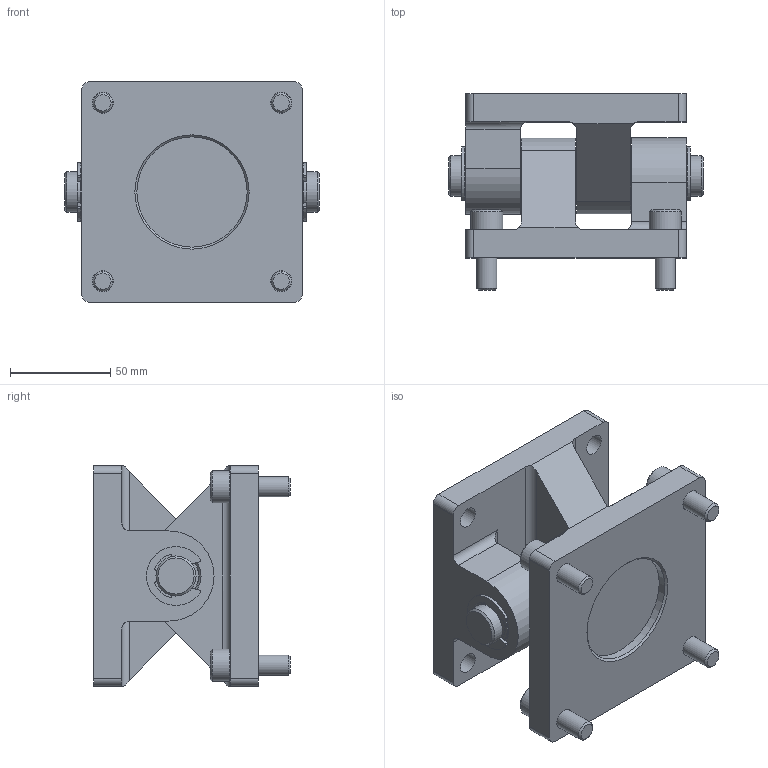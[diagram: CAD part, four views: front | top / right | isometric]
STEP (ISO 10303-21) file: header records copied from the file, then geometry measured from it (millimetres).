
FILE_DESCRIPTION(/* description */ ('STEP AP214'),/* implementation_level */ '2;1');
FILE_NAME(/* name */ '1560237_DAMS-K-V1-100-V-R3',/* time_stamp */ '2024-08-13T14:57:36+02:00',/* author */ ('License CC BY-ND 4.0'),/* organization */ ('CADENAS'),/* preprocessor_version */ 'ST-DEVELOPER v19.3',/* originating_system */ 'PARTsolutions',/* authorisation */ ' ');
FILE_SCHEMA (('AUTOMOTIVE_DESIGN {1 0 10303 214 3 1 1}'));
Length unit declared in the file: millimetre
Products named in the file (5): 1560237 DAMS-K-V1-100-V-R3---(0); 1560237 DAMS-K-V1-100-V-R3-P1; 374763 BZ-20-111.0-AA; DIN-6799 15; DIN-912 - M10x30(F)
Assembly tree (9 placements, depth 2):
  1560237 DAMS-K-V1-100-V-R3---(0)
    1560237 DAMS-K-V1-100-V-R3-P1  x2
    374763 BZ-20-111.0-AA
    DIN-6799 15  x2
    DIN-912 - M10x30(F)  x4
Bounding box: 127 x 98 x 110 mm (x, y, z)
Volume: 590972.6 mm3; surface area: 111925.3 mm2
Topology: 9 solids, 9 shells, 273 faces, 605 edges, 368 vertices
Faces by surface type: plane 120, cylinder 93, cone 60
Full cylindrical faces by diameter (mm): 10 x4, 10.5 x8, 15 x2, 16 x4, 20 x7, 23 x8, 55 x2
Entity records: 3244 total; most frequent: DIRECTION 589, CARTESIAN_POINT 537, ORIENTED_EDGE 448, AXIS2_PLACEMENT_3D 246, EDGE_CURVE 224, FACE_BOUND 170, EDGE_LOOP 169, VERTEX_POINT 160
